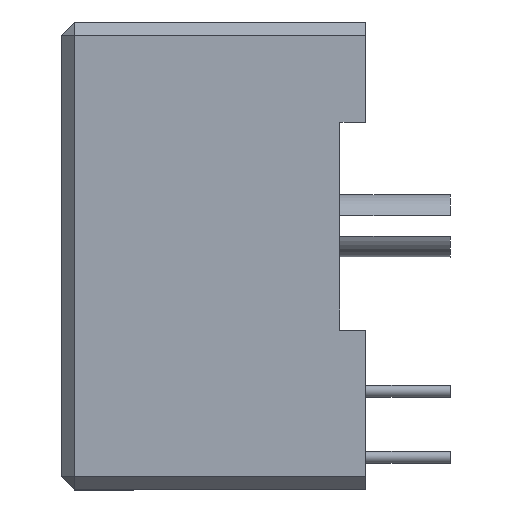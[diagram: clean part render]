
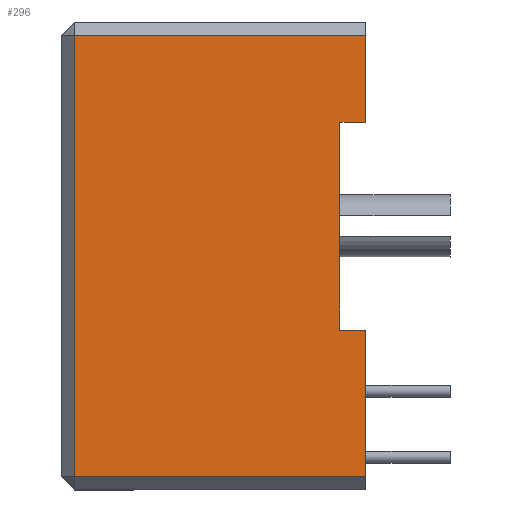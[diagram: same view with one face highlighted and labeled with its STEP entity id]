
A CAD part, left-side view. The second image highlights one B-rep face of the part: STEP entity #296.
In plain terms, the highlighted planar face has unit normal (-1, 0, 0).
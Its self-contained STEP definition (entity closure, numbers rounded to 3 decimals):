
#3 = CARTESIAN_POINT ( 'NONE',  ( -6.6, 1., -3.85 ) ) ;
#56 = DIRECTION ( 'NONE',  ( 0., 0., -1. ) ) ;
#296 = ADVANCED_FACE ( 'NONE', ( #4235 ), #4569, .T. ) ;
#334 = CARTESIAN_POINT ( 'NONE',  ( -6.6, 1., -3.85 ) ) ;
#420 = AXIS2_PLACEMENT_3D ( 'NONE', #4589, #1661, #5739 ) ;
#472 = CARTESIAN_POINT ( 'NONE',  ( -6.6, 11.7, -0.5 ) ) ;
#499 = EDGE_LOOP ( 'NONE', ( #5467, #631, #5669, #7497, #6360, #750, #3513, #4381 ) ) ;
#631 = ORIENTED_EDGE ( 'NONE', *, *, #6324, .T. ) ;
#645 = LINE ( 'NONE', #334, #3832 ) ;
#709 = VECTOR ( 'NONE', #1540, 1000. ) ;
#750 = ORIENTED_EDGE ( 'NONE', *, *, #5897, .T. ) ;
#852 = DIRECTION ( 'NONE',  ( 0., -1., 0. ) ) ;
#1047 = DIRECTION ( 'NONE',  ( 0., 1., 0. ) ) ;
#1374 = EDGE_CURVE ( 'NONE', #5225, #2657, #3263, .T. ) ;
#1418 = CARTESIAN_POINT ( 'NONE',  ( -6.6, 0., -17.5 ) ) ;
#1442 = LINE ( 'NONE', #4446, #709 ) ;
#1540 = DIRECTION ( 'NONE',  ( 0., 0., 1. ) ) ;
#1647 = CARTESIAN_POINT ( 'NONE',  ( -6.6, 0., -0.5 ) ) ;
#1661 = DIRECTION ( 'NONE',  ( -1., 0., 0. ) ) ;
#1694 = EDGE_CURVE ( 'NONE', #6645, #6896, #7433, .T. ) ;
#1972 = VECTOR ( 'NONE', #1047, 1000. ) ;
#2129 = CARTESIAN_POINT ( 'NONE',  ( -6.6, 0., -11.85 ) ) ;
#2196 = EDGE_CURVE ( 'NONE', #5718, #3261, #1442, .T. ) ;
#2267 = VECTOR ( 'NONE', #56, 1000. ) ;
#2397 = DIRECTION ( 'NONE',  ( 0., 0., -1. ) ) ;
#2585 = CARTESIAN_POINT ( 'NONE',  ( -6.6, 11.2, -0.5 ) ) ;
#2622 = CARTESIAN_POINT ( 'NONE',  ( -6.6, 11.2, -18. ) ) ;
#2657 = VERTEX_POINT ( 'NONE', #7222 ) ;
#2892 = CARTESIAN_POINT ( 'NONE',  ( -6.6, 0., 0. ) ) ;
#3261 = VERTEX_POINT ( 'NONE', #3 ) ;
#3263 = LINE ( 'NONE', #5860, #2267 ) ;
#3313 = VECTOR ( 'NONE', #2397, 1000. ) ;
#3352 = CARTESIAN_POINT ( 'NONE',  ( -6.6, 0., -17.5 ) ) ;
#3513 = ORIENTED_EDGE ( 'NONE', *, *, #2196, .T. ) ;
#3518 = LINE ( 'NONE', #472, #1972 ) ;
#3641 = LINE ( 'NONE', #6272, #6665 ) ;
#3832 = VECTOR ( 'NONE', #4985, 1000. ) ;
#4111 = CARTESIAN_POINT ( 'NONE',  ( -6.6, 1., -11.85 ) ) ;
#4235 = FACE_OUTER_BOUND ( 'NONE', #499, .T. ) ;
#4381 = ORIENTED_EDGE ( 'NONE', *, *, #4437, .T. ) ;
#4437 = EDGE_CURVE ( 'NONE', #3261, #2657, #645, .T. ) ;
#4446 = CARTESIAN_POINT ( 'NONE',  ( -6.6, 1., -11.85 ) ) ;
#4512 = EDGE_CURVE ( 'NONE', #6896, #6348, #6211, .T. ) ;
#4569 = PLANE ( 'NONE',  #420 ) ;
#4589 = CARTESIAN_POINT ( 'NONE',  ( -6.6, 0., 0. ) ) ;
#4985 = DIRECTION ( 'NONE',  ( 0., -1., 0. ) ) ;
#5208 = CARTESIAN_POINT ( 'NONE',  ( -6.6, 11.2, -17.5 ) ) ;
#5225 = VERTEX_POINT ( 'NONE', #1647 ) ;
#5467 = ORIENTED_EDGE ( 'NONE', *, *, #1374, .F. ) ;
#5669 = ORIENTED_EDGE ( 'NONE', *, *, #1694, .T. ) ;
#5677 = LINE ( 'NONE', #2892, #3313 ) ;
#5718 = VERTEX_POINT ( 'NONE', #4111 ) ;
#5739 = DIRECTION ( 'NONE',  ( 0., 0., 1. ) ) ;
#5860 = CARTESIAN_POINT ( 'NONE',  ( -6.6, 0., 0. ) ) ;
#5897 = EDGE_CURVE ( 'NONE', #6357, #5718, #3641, .T. ) ;
#6211 = LINE ( 'NONE', #1418, #6942 ) ;
#6227 = DIRECTION ( 'NONE',  ( 0., 1., 0. ) ) ;
#6272 = CARTESIAN_POINT ( 'NONE',  ( -6.6, 1., -11.85 ) ) ;
#6324 = EDGE_CURVE ( 'NONE', #5225, #6645, #3518, .T. ) ;
#6348 = VERTEX_POINT ( 'NONE', #3352 ) ;
#6357 = VERTEX_POINT ( 'NONE', #2129 ) ;
#6360 = ORIENTED_EDGE ( 'NONE', *, *, #7251, .F. ) ;
#6631 = DIRECTION ( 'NONE',  ( 0., 0., -1. ) ) ;
#6645 = VERTEX_POINT ( 'NONE', #2585 ) ;
#6665 = VECTOR ( 'NONE', #6227, 1000. ) ;
#6896 = VERTEX_POINT ( 'NONE', #5208 ) ;
#6942 = VECTOR ( 'NONE', #852, 1000. ) ;
#7004 = VECTOR ( 'NONE', #6631, 1000. ) ;
#7222 = CARTESIAN_POINT ( 'NONE',  ( -6.6, 0., -3.85 ) ) ;
#7251 = EDGE_CURVE ( 'NONE', #6357, #6348, #5677, .T. ) ;
#7433 = LINE ( 'NONE', #2622, #7004 ) ;
#7497 = ORIENTED_EDGE ( 'NONE', *, *, #4512, .T. ) ;
